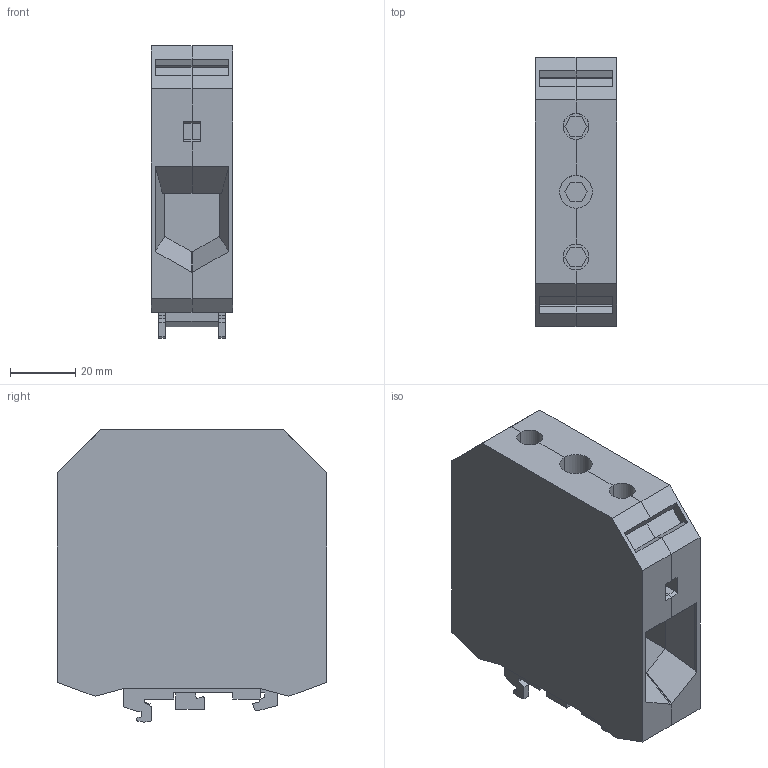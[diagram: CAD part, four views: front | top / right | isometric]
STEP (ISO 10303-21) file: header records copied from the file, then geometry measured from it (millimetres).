
FILE_DESCRIPTION(('STEP AP214'),'1');
FILE_NAME('cctmp_4DA46F18-D00C-4E5C-8730-954020C92BAD_2023_07_24_09_24_36_0342..stp','2023-07-24T07:24:36',('SIEMENS A&D'),('CADClick - www.CADClick.com'),'Spatial InterOp 3D postprocessed',' ','unknown authorization');
FILE_SCHEMA(('AUTOMOTIVE_DESIGN'));
Length unit declared in the file: millimetre
Products named in the file (1): 2023_07_24_09_24_36_0333
Bounding box: 25.1 x 82.85 x 89.9 mm (x, y, z)
Volume: 136406.6 mm3; surface area: 29143.3 mm2
Topology: 1 solids, 1 shells, 208 faces, 596 edges, 394 vertices
Faces by surface type: plane 193, cylinder 15
Entity records: 7333 total; most frequent: CARTESIAN_POINT 1199, ORIENTED_EDGE 1192, DIRECTION 1044, EDGE_CURVE 596, LINE 566, VECTOR 566, VERTEX_POINT 394, AXIS2_PLACEMENT_3D 239
